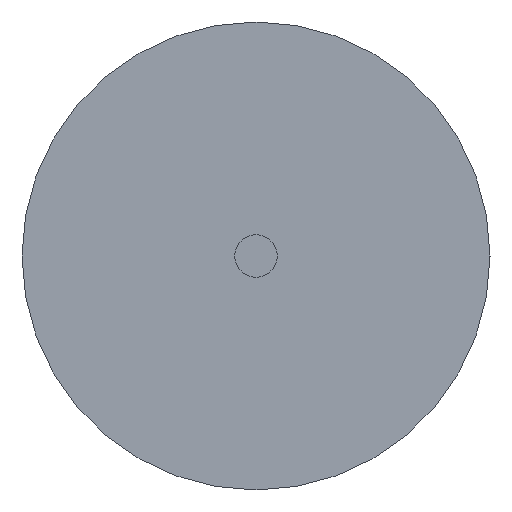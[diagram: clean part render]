
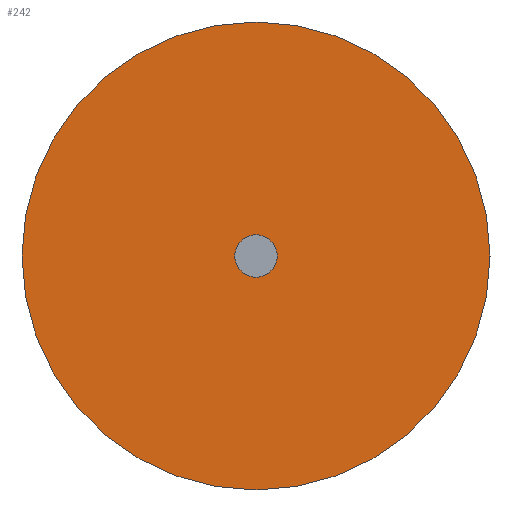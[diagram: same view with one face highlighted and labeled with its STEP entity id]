
A CAD part, left-side view. The second image highlights one B-rep face of the part: STEP entity #242.
In plain terms, the highlighted planar face has unit normal (-1, 0, 0).
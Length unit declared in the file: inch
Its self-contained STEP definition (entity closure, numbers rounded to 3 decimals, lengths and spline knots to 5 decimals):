
#117=CARTESIAN_POINT('',(-0.4675,0.,0.));
#118=DIRECTION('',(1.,0.,0.));
#119=DIRECTION('',(0.,-1.,0.));
#120=AXIS2_PLACEMENT_3D('',#117,#118,#119);
#122=CARTESIAN_POINT('',(-0.4675,0.,0.));
#123=DIRECTION('',(1.,0.,0.));
#124=DIRECTION('',(0.,1.,0.));
#125=AXIS2_PLACEMENT_3D('',#122,#123,#124);
#127=CARTESIAN_POINT('',(-0.4675,0.,0.));
#128=DIRECTION('',(1.,0.,0.));
#129=DIRECTION('',(0.,-1.,0.));
#130=AXIS2_PLACEMENT_3D('',#127,#128,#129);
#132=CARTESIAN_POINT('',(-0.4675,0.,0.));
#133=DIRECTION('',(1.,0.,0.));
#134=DIRECTION('',(0.,1.,0.));
#135=AXIS2_PLACEMENT_3D('',#132,#133,#134);
#201=CARTESIAN_POINT('',(-0.4675,-0.165,0.));
#202=CARTESIAN_POINT('',(-0.4675,0.165,0.));
#203=VERTEX_POINT('',#201);
#204=VERTEX_POINT('',#202);
#221=CARTESIAN_POINT('',(-0.4675,-0.015,0.));
#222=VERTEX_POINT('',#221);
#223=CARTESIAN_POINT('',(-0.4675,0.015,0.));
#224=VERTEX_POINT('',#223);
#225=CARTESIAN_POINT('',(-0.4675,0.,0.));
#226=DIRECTION('',(1.,0.,0.));
#227=DIRECTION('',(0.,-1.,0.));
#228=AXIS2_PLACEMENT_3D('',#225,#226,#227);
#229=PLANE('',#228);
#231=ORIENTED_EDGE('',*,*,#230,.T.);
#233=ORIENTED_EDGE('',*,*,#232,.T.);
#234=EDGE_LOOP('',(#231,#233));
#235=FACE_OUTER_BOUND('',#234,.F.);
#237=ORIENTED_EDGE('',*,*,#236,.F.);
#239=ORIENTED_EDGE('',*,*,#238,.F.);
#240=EDGE_LOOP('',(#237,#239));
#241=FACE_BOUND('',#240,.F.);
#121=CIRCLE('',#120,0.165);
#126=CIRCLE('',#125,0.165);
#131=CIRCLE('',#130,0.015);
#136=CIRCLE('',#135,0.015);
#230=EDGE_CURVE('',#203,#204,#121,.T.);
#232=EDGE_CURVE('',#204,#203,#126,.T.);
#236=EDGE_CURVE('',#222,#224,#131,.T.);
#238=EDGE_CURVE('',#224,#222,#136,.T.);
#242=ADVANCED_FACE('',(#235,#241),#229,.F.);
